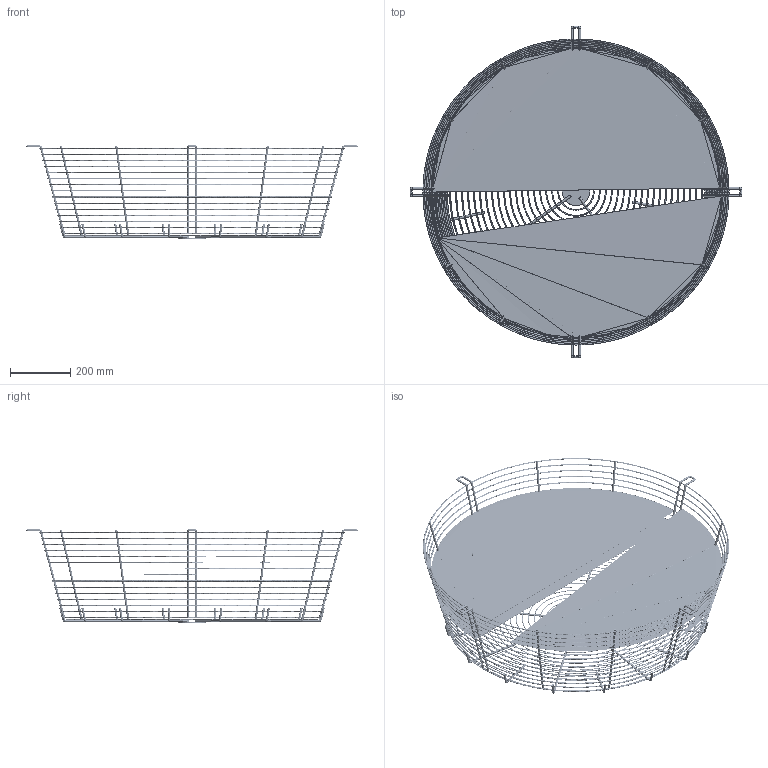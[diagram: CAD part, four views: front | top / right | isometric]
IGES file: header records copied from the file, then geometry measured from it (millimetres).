
Start section: SolidWorks IGES file using analytic representation for surfaces
Global section: file name: 5RE1591_CCrc 100.IGS; native system: SolidWorks 2018; preprocessor: SolidWorks 2018; author: binatti; date: 220308.141631; units: millimetre
Bounding box: 1102 x 1102 x 309.28 mm (x, y, z)
Surface area: 995406.8 mm2 (no closed solid volume)
Topology: 0 solids, 0 shells, 380 faces, 16087 edges, 15968 vertices
Faces by surface type: bspline 258, revolution 122
